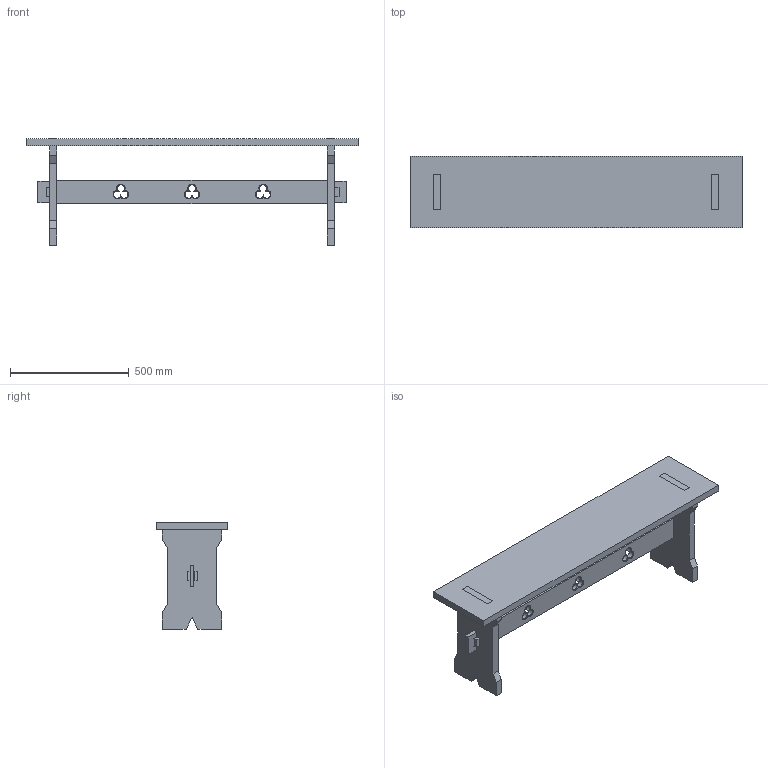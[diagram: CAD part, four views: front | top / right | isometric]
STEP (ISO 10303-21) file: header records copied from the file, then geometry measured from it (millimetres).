
FILE_DESCRIPTION(('CATIA V5 STEP Exchange'),'2;1');
FILE_NAME('Panca_140.stp','2019-10-18T19:07:57+00:00',('none'),('none'),'CATIA Version 5 Release 18 GA (IN-10)','CATIA V5 STEP AP214','none');
FILE_SCHEMA(('AUTOMOTIVE_DESIGN { 1 0 10303 214 1 1 1 1 }'));
Length unit declared in the file: millimetre
Products named in the file (5): Product1; Panca_asse; Part1; Panca_Piede; Bietta
Assembly tree (6 placements, depth 2):
  Product1
    Panca_asse
    Part1
    Panca_Piede  x2
    Bietta  x2
Bounding box: 1400 x 300 x 450 mm (x, y, z)
Volume: 21014693.5 mm3; surface area: 1768731.7 mm2
Topology: 6 solids, 6 shells, 135 faces, 370 edges, 255 vertices
Faces by surface type: plane 108, cone 18, cylinder 9
Entity records: 3346 total; most frequent: CARTESIAN_POINT 698, ORIENTED_EDGE 518, DIRECTION 454, EDGE_CURVE 259, VECTOR 209, LINE 209, VERTEX_POINT 168, AXIS2_PLACEMENT_3D 145
